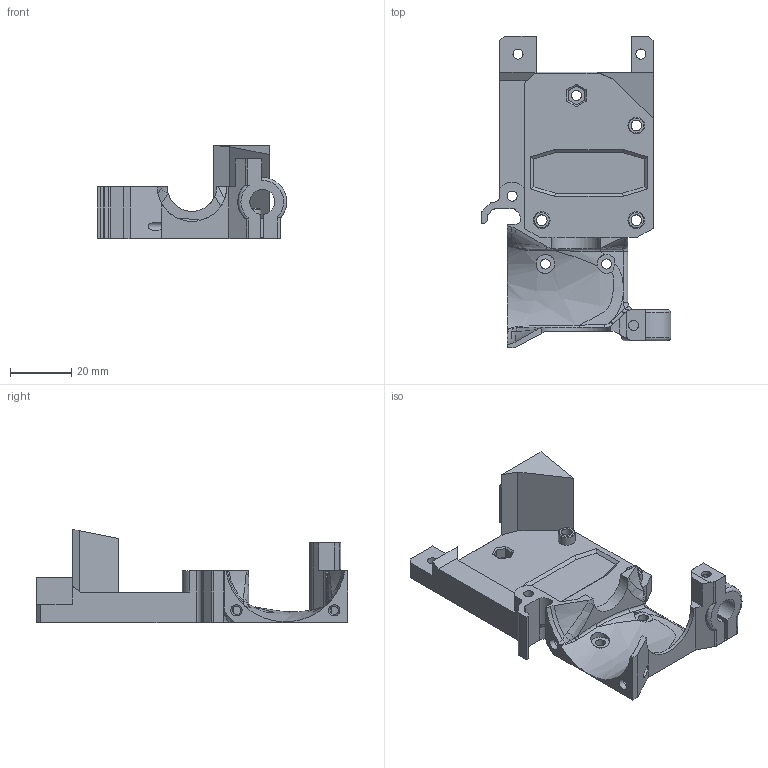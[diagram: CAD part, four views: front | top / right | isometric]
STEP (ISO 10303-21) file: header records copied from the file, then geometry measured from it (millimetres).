
FILE_DESCRIPTION(/* description */ (''),/* implementation_level */ '2;1');
FILE_NAME(/* name */ 'Body new.step',/* time_stamp */ '2019-03-25T10:40:04+01:00',/* author */ (''),/* organization */ (''),/* preprocessor_version */ 'ST-DEVELOPER v17.2',/* originating_system */ 'Autodesk Translation Framework v7.6.0.251',/* authorisation */ '');
FILE_SCHEMA (('AUTOMOTIVE_DESIGN { 1 0 10303 214 3 1 1 }'));
Length unit declared in the file: millimetre
Products named in the file (1): Body new
Bounding box: 61.99 x 102.1 x 30.48 mm (x, y, z)
Volume: 31633.9 mm3; surface area: 17028 mm2
Topology: 1 solids, 2 shells, 302 faces, 829 edges, 543 vertices
Faces by surface type: plane 180, cylinder 52, bspline 46, cone 18, torus 6
Full cylindrical faces by diameter (mm): 2.8 x2, 3.3 x8, 3.4 x3, 3.5 x3, 5.5 x3, 6.2 x5
Entity records: 11436 total; most frequent: CARTESIAN_POINT 3863, ORIENTED_EDGE 1654, DIRECTION 1429, EDGE_CURVE 827, VERTEX_POINT 543, LINE 501, VECTOR 501, AXIS2_PLACEMENT_3D 464
